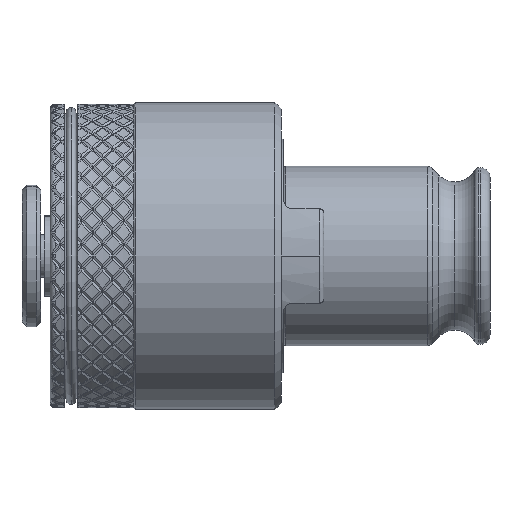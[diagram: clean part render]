
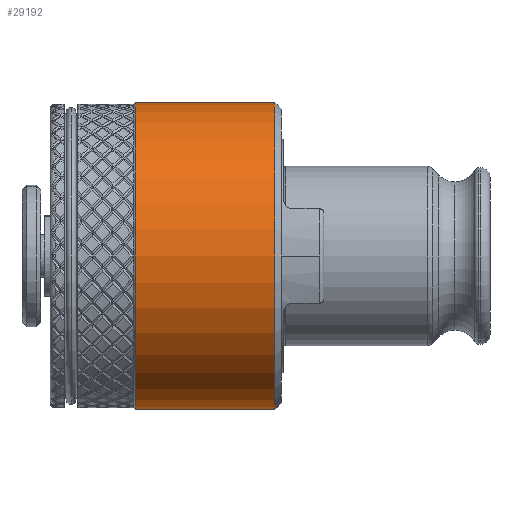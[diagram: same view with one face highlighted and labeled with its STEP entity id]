
A CAD part, front view. The second image highlights one B-rep face of the part: STEP entity #29192.
In plain terms, the highlighted cylindrical face has radius 16.25 mm (diameter 32.5 mm), a partial arc.
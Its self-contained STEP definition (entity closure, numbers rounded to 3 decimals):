
#606 = CARTESIAN_POINT ( 'NONE',  ( 5.66, 0., -16.25 ) ) ;
#5201 = EDGE_CURVE ( 'NONE', #33562, #5749, #59542, .T. ) ;
#5453 = ORIENTED_EDGE ( 'NONE', *, *, #5201, .F. ) ;
#5749 = VERTEX_POINT ( 'NONE', #36226 ) ;
#12547 = AXIS2_PLACEMENT_3D ( 'NONE', #36114, #41626, #68523 ) ;
#13425 = ORIENTED_EDGE ( 'NONE', *, *, #36775, .T. ) ;
#13704 = DIRECTION ( 'NONE',  ( -1., 0., 0. ) ) ;
#15503 = VERTEX_POINT ( 'NONE', #38537 ) ;
#16849 = VERTEX_POINT ( 'NONE', #37412 ) ;
#17798 = EDGE_CURVE ( 'NONE', #5749, #16849, #42504, .T. ) ;
#23445 = EDGE_CURVE ( 'NONE', #15503, #16849, #32567, .T. ) ;
#23600 = CARTESIAN_POINT ( 'NONE',  ( -9.84, 0., 0. ) ) ;
#24820 = EDGE_LOOP ( 'NONE', ( #13425, #55140, #30614, #5453 ) ) ;
#27244 = CARTESIAN_POINT ( 'NONE',  ( 4.96, 0., 0. ) ) ;
#29146 = DIRECTION ( 'NONE',  ( 0., 0., -1. ) ) ;
#29192 = ADVANCED_FACE ( 'NONE', ( #62759 ), #61050, .T. ) ;
#30614 = ORIENTED_EDGE ( 'NONE', *, *, #17798, .F. ) ;
#32567 = LINE ( 'NONE', #40907, #56358 ) ;
#32708 = DIRECTION ( 'NONE',  ( 0., 0., -1. ) ) ;
#33562 = VERTEX_POINT ( 'NONE', #38180 ) ;
#33759 = CIRCLE ( 'NONE', #43040, 16.25 ) ;
#36114 = CARTESIAN_POINT ( 'NONE',  ( 5.66, 0., 0. ) ) ;
#36226 = CARTESIAN_POINT ( 'NONE',  ( -9.84, 0., -16.25 ) ) ;
#36775 = EDGE_CURVE ( 'NONE', #33562, #15503, #33759, .T. ) ;
#37412 = CARTESIAN_POINT ( 'NONE',  ( -9.84, 0., 16.25 ) ) ;
#38180 = CARTESIAN_POINT ( 'NONE',  ( 4.96, 0., -16.25 ) ) ;
#38537 = CARTESIAN_POINT ( 'NONE',  ( 4.96, 0., 16.25 ) ) ;
#40907 = CARTESIAN_POINT ( 'NONE',  ( 5.66, 0., 16.25 ) ) ;
#41626 = DIRECTION ( 'NONE',  ( -1., 0., 0. ) ) ;
#42504 = CIRCLE ( 'NONE', #43489, 16.25 ) ;
#43040 = AXIS2_PLACEMENT_3D ( 'NONE', #27244, #65342, #32708 ) ;
#43489 = AXIS2_PLACEMENT_3D ( 'NONE', #23600, #61749, #29146 ) ;
#45097 = VECTOR ( 'NONE', #55229, 1000. ) ;
#55140 = ORIENTED_EDGE ( 'NONE', *, *, #23445, .T. ) ;
#55229 = DIRECTION ( 'NONE',  ( -1., 0., 0. ) ) ;
#56358 = VECTOR ( 'NONE', #13704, 1000. ) ;
#59542 = LINE ( 'NONE', #606, #45097 ) ;
#61050 = CYLINDRICAL_SURFACE ( 'NONE', #12547, 16.25 ) ;
#61749 = DIRECTION ( 'NONE',  ( -1., 0., 0. ) ) ;
#62759 = FACE_OUTER_BOUND ( 'NONE', #24820, .T. ) ;
#65342 = DIRECTION ( 'NONE',  ( -1., 0., 0. ) ) ;
#68523 = DIRECTION ( 'NONE',  ( 0., 0., -1. ) ) ;
